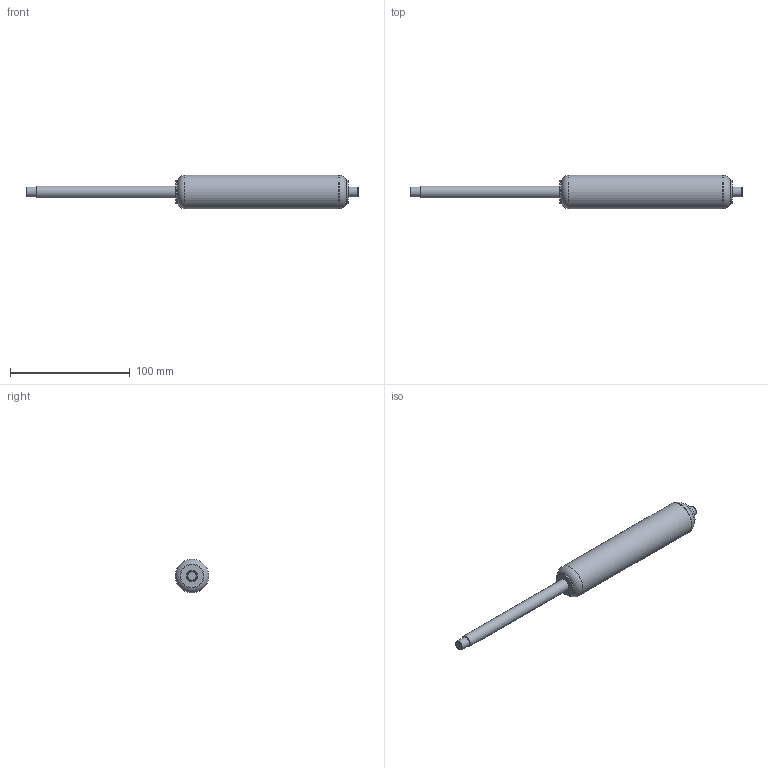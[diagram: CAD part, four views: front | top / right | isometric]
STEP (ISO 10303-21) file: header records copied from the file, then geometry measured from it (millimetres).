
FILE_DESCRIPTION(/* description */ (''),/* implementation_level */ '2;1');
FILE_NAME(/* name */ 'H0N0XB3-100-260--004-000N_Duese geoeffnet.stp',/* time_stamp */ '2018-09-10T09:59:27+02:00',/* author */ ('CADNEU'),/* organization */ (''),/* preprocessor_version */ 'ST-DEVELOPER v16.1',/* originating_system */ 'Autodesk Inventor 2016',/* authorisation */ '');
FILE_SCHEMA (('AUTOMOTIVE_DESIGN { 1 0 10303 214 3 1 1 }'));
Length unit declared in the file: millimetre
Products named in the file (5): Zylinder_28-260; Kolbenstange_10-260; Gewindeanschluß_M8x9-H0; Gewindeanschluß_N0_28; H0N0XB3-100-260--004-000N_Duese geoeffnet
Assembly tree (4 placements, depth 2):
  H0N0XB3-100-260--004-000N_Duese geoeffnet
    Zylinder_28-260
    Kolbenstange_10-260
    Gewindeanschluß_M8x9-H0
    Gewindeanschluß_N0_28
Bounding box: 277 x 28 x 28 mm (x, y, z)
Volume: 96454.8 mm3; surface area: 19112.1 mm2
Topology: 4 solids, 4 shells, 24 faces, 35 edges, 20 vertices
Faces by surface type: plane 9, cylinder 7, cone 6, torus 2
Full cylindrical faces by diameter (mm): 8 x2, 10 x1, 19.8 x1, 19.9 x1, 28 x2
Entity records: 581 total; most frequent: DIRECTION 106, CARTESIAN_POINT 73, AXIS2_PLACEMENT_3D 53, EDGE_LOOP 40, ORIENTED_EDGE 40, FACE_OUTER_BOUND 24, ADVANCED_FACE 24, CIRCLE 20
